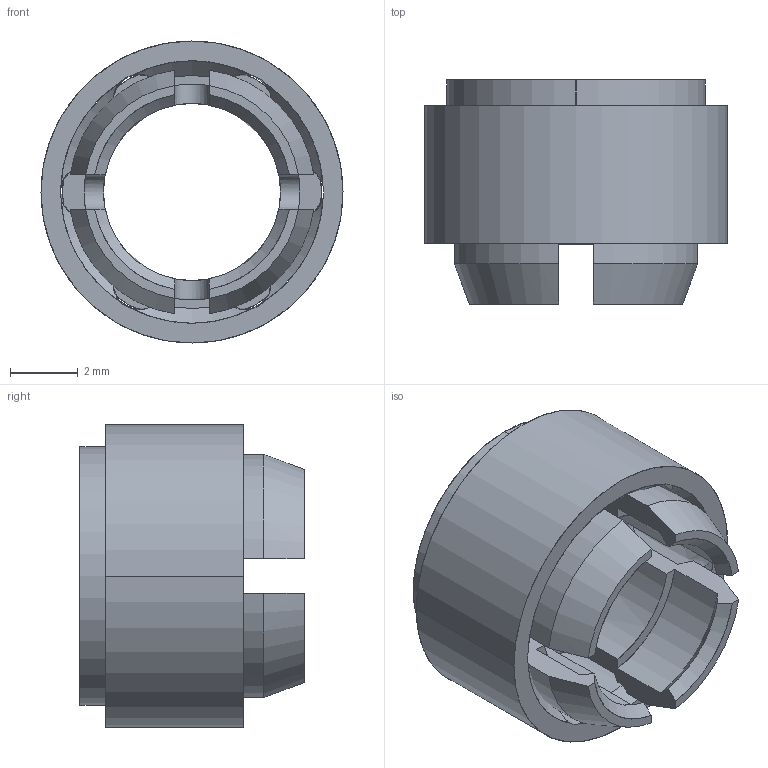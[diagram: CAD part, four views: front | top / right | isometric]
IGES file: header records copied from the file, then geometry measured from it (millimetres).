
Start section: SolidWorks IGES file using analytic representation for surfaces
Global section: file name: CR-174.IGS; native system: SolidWorks 2012; preprocessor: SolidWorks 2012; author: sraja; date: 120822.091034; units: inch
Bounding box: 8.89 x 6.6 x 8.89 mm (x, y, z)
Surface area: 544.5 mm2 (no closed solid volume)
Topology: 0 solids, 0 shells, 87 faces, 1012 edges, 1012 vertices
Faces by surface type: revolution 67, bspline 20
